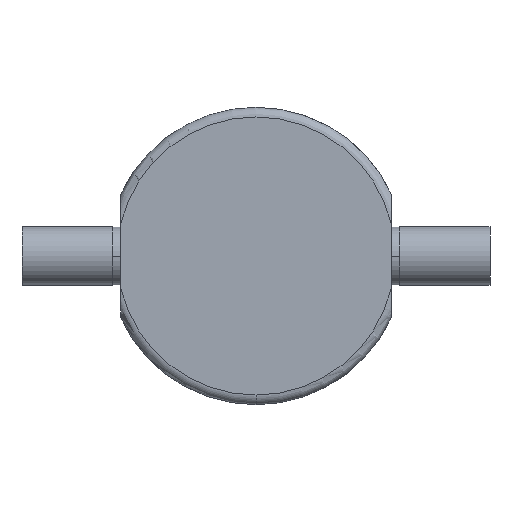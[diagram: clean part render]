
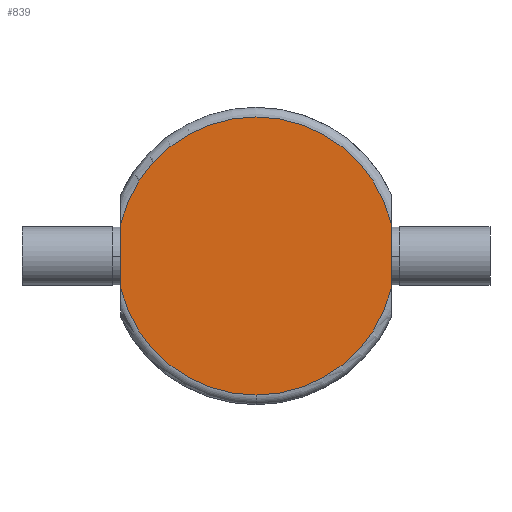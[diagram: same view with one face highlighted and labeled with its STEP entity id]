
A CAD part, front view. The second image highlights one B-rep face of the part: STEP entity #839.
In plain terms, the highlighted planar face has unit normal (0, -1, 0).
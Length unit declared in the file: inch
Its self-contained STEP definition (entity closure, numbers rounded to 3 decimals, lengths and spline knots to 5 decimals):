
#4 = VERTEX_POINT ( 'NONE', #1638 ) ;
#8 = DIRECTION ( 'NONE',  ( 0., 0., 1. ) ) ;
#116 = EDGE_CURVE ( 'NONE', #4, #1371, #1910, .T. ) ;
#177 = DIRECTION ( 'NONE',  ( 0., 0., -1. ) ) ;
#236 = VECTOR ( 'NONE', #8, 39.37008 ) ;
#333 = DIRECTION ( 'NONE',  ( 0., -1., 0. ) ) ;
#448 = LINE ( 'NONE', #2304, #3019 ) ;
#580 = DIRECTION ( 'NONE',  ( 0., 0., -1. ) ) ;
#581 = ORIENTED_EDGE ( 'NONE', *, *, #2971, .T. ) ;
#681 = ORIENTED_EDGE ( 'NONE', *, *, #1731, .T. ) ;
#716 = DIRECTION ( 'NONE',  ( 0., 1., 0. ) ) ;
#792 = CARTESIAN_POINT ( 'NONE',  ( 1.75, 0., 0.42131 ) ) ;
#799 = EDGE_CURVE ( 'NONE', #1594, #1849, #1322, .T. ) ;
#839 = ADVANCED_FACE ( 'NONE', ( #2724 ), #2113, .F. ) ;
#1013 = CARTESIAN_POINT ( 'NONE',  ( -1.75, 0., 0.42131 ) ) ;
#1027 = CARTESIAN_POINT ( 'NONE',  ( 0., 0., 0. ) ) ;
#1112 = VERTEX_POINT ( 'NONE', #792 ) ;
#1151 = ORIENTED_EDGE ( 'NONE', *, *, #2173, .T. ) ;
#1163 = DIRECTION ( 'NONE',  ( 0., 0., 1. ) ) ;
#1274 = ORIENTED_EDGE ( 'NONE', *, *, #116, .T. ) ;
#1322 = LINE ( 'NONE', #1831, #236 ) ;
#1371 = VERTEX_POINT ( 'NONE', #3035 ) ;
#1494 = CARTESIAN_POINT ( 'NONE',  ( 0., 0., 0. ) ) ;
#1495 = CIRCLE ( 'NONE', #2829, 1.8 ) ;
#1498 = CIRCLE ( 'NONE', #1663, 1.8 ) ;
#1594 = VERTEX_POINT ( 'NONE', #2507 ) ;
#1638 = CARTESIAN_POINT ( 'NONE',  ( 0., 0., -1.8 ) ) ;
#1663 = AXIS2_PLACEMENT_3D ( 'NONE', #2502, #2514, #177 ) ;
#1731 = EDGE_CURVE ( 'NONE', #1371, #1112, #448, .T. ) ;
#1744 = EDGE_LOOP ( 'NONE', ( #581, #1274, #681, #1151, #2302 ) ) ;
#1811 = DIRECTION ( 'NONE',  ( 0., 0., -1. ) ) ;
#1831 = CARTESIAN_POINT ( 'NONE',  ( -1.75, 0., -1.6 ) ) ;
#1849 = VERTEX_POINT ( 'NONE', #1013 ) ;
#1910 = CIRCLE ( 'NONE', #2899, 1.8 ) ;
#2085 = AXIS2_PLACEMENT_3D ( 'NONE', #2334, #716, #2796 ) ;
#2113 = PLANE ( 'NONE',  #2085 ) ;
#2146 = DIRECTION ( 'NONE',  ( 0., -1., 0. ) ) ;
#2173 = EDGE_CURVE ( 'NONE', #1112, #1849, #1498, .T. ) ;
#2302 = ORIENTED_EDGE ( 'NONE', *, *, #799, .F. ) ;
#2304 = CARTESIAN_POINT ( 'NONE',  ( 1.75, 0., -1.6 ) ) ;
#2334 = CARTESIAN_POINT ( 'NONE',  ( 0., 0., 0. ) ) ;
#2502 = CARTESIAN_POINT ( 'NONE',  ( 0., 0., 0. ) ) ;
#2507 = CARTESIAN_POINT ( 'NONE',  ( -1.75, 0., -0.42131 ) ) ;
#2514 = DIRECTION ( 'NONE',  ( 0., -1., 0. ) ) ;
#2724 = FACE_OUTER_BOUND ( 'NONE', #1744, .T. ) ;
#2796 = DIRECTION ( 'NONE',  ( 0., 0., 1. ) ) ;
#2829 = AXIS2_PLACEMENT_3D ( 'NONE', #1494, #333, #580 ) ;
#2899 = AXIS2_PLACEMENT_3D ( 'NONE', #1027, #2146, #1811 ) ;
#2971 = EDGE_CURVE ( 'NONE', #1594, #4, #1495, .T. ) ;
#3019 = VECTOR ( 'NONE', #1163, 39.37008 ) ;
#3035 = CARTESIAN_POINT ( 'NONE',  ( 1.75, 0., -0.42131 ) ) ;
